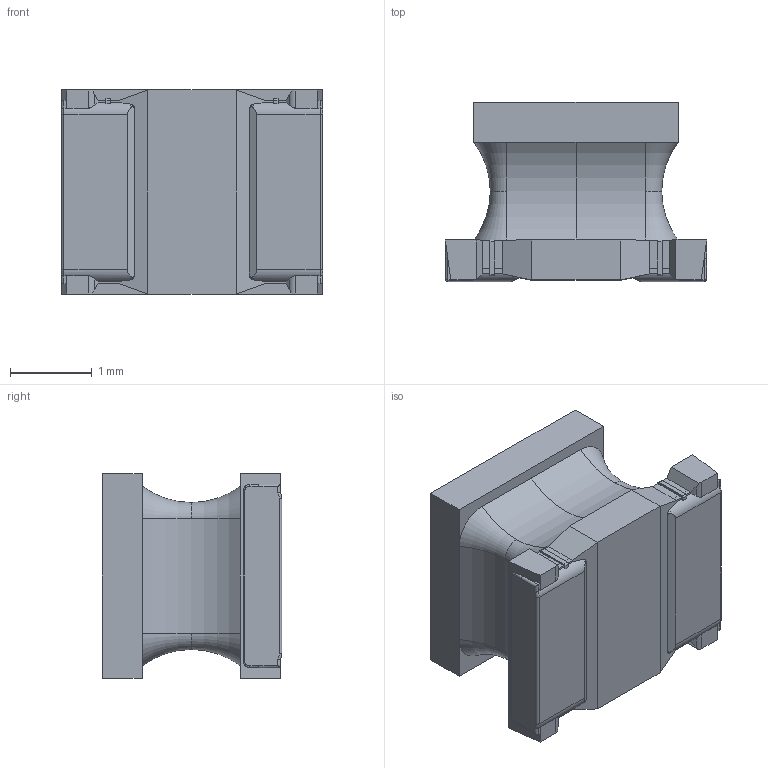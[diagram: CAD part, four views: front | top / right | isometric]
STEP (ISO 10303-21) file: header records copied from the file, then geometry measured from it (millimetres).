
FILE_DESCRIPTION (( 'STEP AP214' ), '1' );
FILE_NAME ('LQH32CH2R2M23L.STEP', '2020-01-28T16:23:54', ( '' ), ( '' ), 'SwSTEP 2.0', 'SolidWorks 2017', '' );
FILE_SCHEMA (( 'AUTOMOTIVE_DESIGN' ));
Length unit declared in the file: millimetre
Products named in the file (1): LQH32CH2R2M23L
Bounding box: 3.2 x 2.2 x 2.5 mm (x, y, z)
Volume: 12 mm3; surface area: 72.4 mm2
Topology: 7 solids, 7 shells, 157 faces, 393 edges, 250 vertices
Faces by surface type: plane 82, cylinder 43, torus 24, bspline 8
Entity records: 5096 total; most frequent: CARTESIAN_POINT 1349, ORIENTED_EDGE 786, DIRECTION 742, EDGE_CURVE 393, AXIS2_PLACEMENT_3D 259, VERTEX_POINT 250, LINE 224, VECTOR 224
